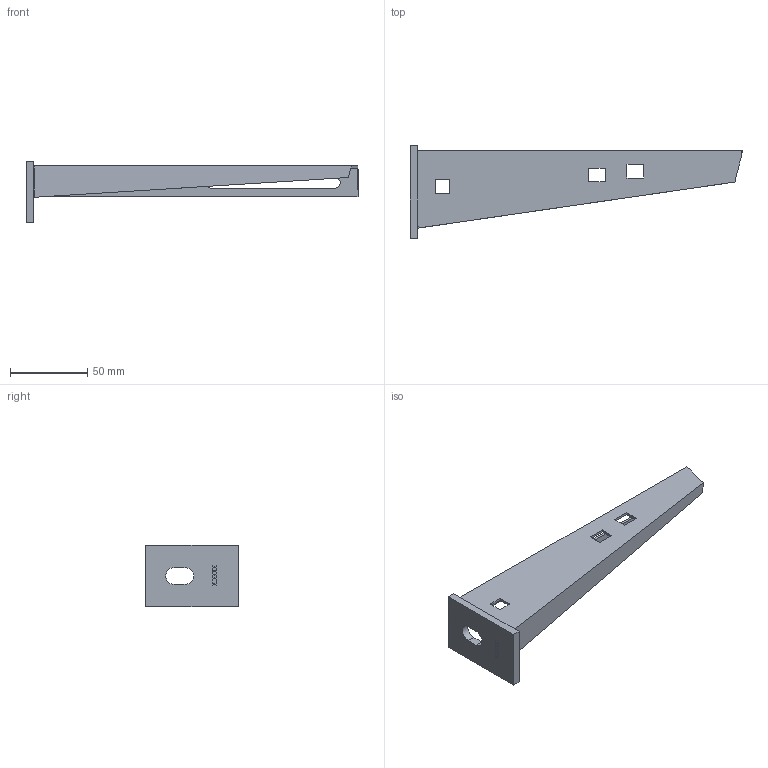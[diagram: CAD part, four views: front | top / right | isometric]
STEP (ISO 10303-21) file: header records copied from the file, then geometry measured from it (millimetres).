
FILE_DESCRIPTION (( 'STEP AP214' ), '1' );
FILE_NAME ('6420680.stp', '2024-06-14T06:07:20', ( '' ), ( '' ), 'SwSTEP 2.0', 'SolidWorks 2022', '' );
FILE_SCHEMA (( 'AUTOMOTIVE_DESIGN' ));
Length unit declared in the file: millimetre
Products named in the file (3): 6420680; KTS 04.019-053_Standard; KTS 04.020-031_60x40x5
Assembly tree (2 placements, depth 2):
  6420680
    KTS 04.019-053_Standard
    KTS 04.020-031_60x40x5
Bounding box: 215 x 60 x 40 mm (x, y, z)
Volume: 29614.7 mm3; surface area: 31899.7 mm2
Topology: 2 solids, 2 shells, 138 faces, 388 edges, 260 vertices
Faces by surface type: plane 114, bspline 14, cylinder 10
Entity records: 4771 total; most frequent: CARTESIAN_POINT 1172, ORIENTED_EDGE 776, DIRECTION 623, EDGE_CURVE 388, VECTOR 325, LINE 325, VERTEX_POINT 260, EDGE_LOOP 156
